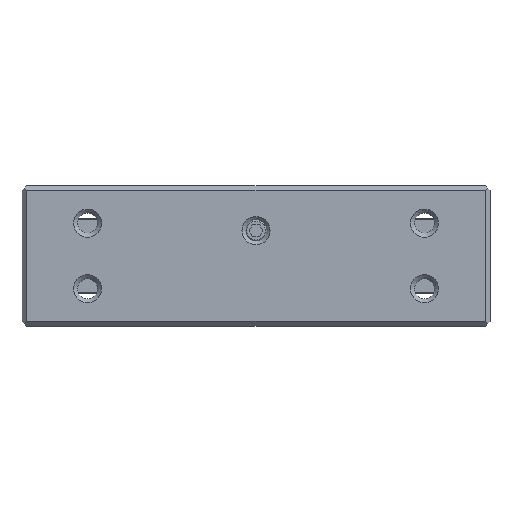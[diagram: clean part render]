
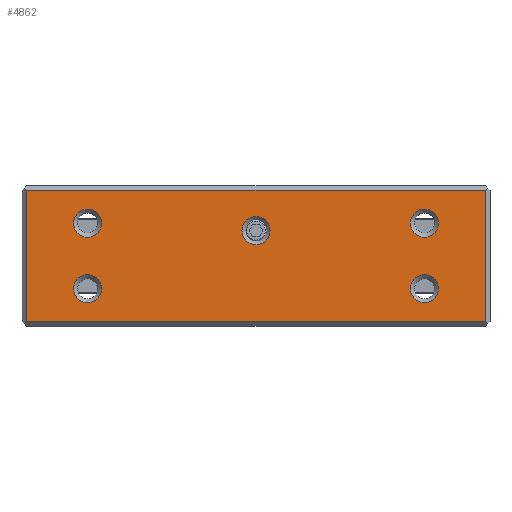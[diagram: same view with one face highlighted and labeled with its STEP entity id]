
A CAD part, top view. The second image highlights one B-rep face of the part: STEP entity #4862.
In plain terms, the highlighted planar face has unit normal (0, 0, 1).
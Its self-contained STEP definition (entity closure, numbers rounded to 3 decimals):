
#4679=FACE_BOUND('',#6779,.T.);
#4680=FACE_BOUND('',#6780,.T.);
#4681=FACE_BOUND('',#6781,.T.);
#4682=FACE_BOUND('',#6782,.T.);
#4683=FACE_BOUND('',#6783,.T.);
#4684=FACE_BOUND('',#6784,.T.);
#4769=CIRCLE('',#17069,1.5);
#4770=CIRCLE('',#17070,1.5);
#4771=CIRCLE('',#17071,1.5);
#4772=CIRCLE('',#17072,1.5);
#4773=CIRCLE('',#17073,1.5);
#4862=ADVANCED_FACE('',(#4679,#4680,#4681,#4682,#4683,#4684),#5549,.T.);
#5549=PLANE('',#17074);
#6779=EDGE_LOOP('',(#8225));
#6780=EDGE_LOOP('',(#8226));
#6781=EDGE_LOOP('',(#8227));
#6782=EDGE_LOOP('',(#8228));
#6783=EDGE_LOOP('',(#8229));
#6784=EDGE_LOOP('',(#8230,#8231,#8232,#8233));
#8225=ORIENTED_EDGE('',*,*,#12963,.T.);
#8226=ORIENTED_EDGE('',*,*,#12964,.T.);
#8227=ORIENTED_EDGE('',*,*,#12965,.T.);
#8228=ORIENTED_EDGE('',*,*,#12966,.T.);
#8229=ORIENTED_EDGE('',*,*,#12967,.T.);
#8230=ORIENTED_EDGE('',*,*,#12968,.T.);
#8231=ORIENTED_EDGE('',*,*,#12969,.T.);
#8232=ORIENTED_EDGE('',*,*,#12970,.T.);
#8233=ORIENTED_EDGE('',*,*,#12971,.T.);
#11701=VERTEX_POINT('',#21897);
#11702=VERTEX_POINT('',#21899);
#11703=VERTEX_POINT('',#21901);
#11704=VERTEX_POINT('',#21903);
#11705=VERTEX_POINT('',#21905);
#11706=VERTEX_POINT('',#21907);
#11707=VERTEX_POINT('',#21908);
#11708=VERTEX_POINT('',#21910);
#11709=VERTEX_POINT('',#21912);
#12963=EDGE_CURVE('',#11701,#11701,#4769,.T.);
#12964=EDGE_CURVE('',#11702,#11702,#4770,.T.);
#12965=EDGE_CURVE('',#11703,#11703,#4771,.T.);
#12966=EDGE_CURVE('',#11704,#11704,#4772,.T.);
#12967=EDGE_CURVE('',#11705,#11705,#4773,.T.);
#12968=EDGE_CURVE('',#11706,#11707,#14611,.T.);
#12969=EDGE_CURVE('',#11707,#11708,#14612,.T.);
#12970=EDGE_CURVE('',#11708,#11709,#14613,.T.);
#12971=EDGE_CURVE('',#11709,#11706,#14614,.T.);
#14611=LINE('',#21906,#16027);
#14612=LINE('',#21909,#16028);
#14613=LINE('',#21911,#16029);
#14614=LINE('',#21913,#16030);
#16027=VECTOR('',#18212,1.);
#16028=VECTOR('',#18213,1.);
#16029=VECTOR('',#18214,1.);
#16030=VECTOR('',#18215,1.);
#17069=AXIS2_PLACEMENT_3D('',#21896,#18202,#18203);
#17070=AXIS2_PLACEMENT_3D('',#21898,#18204,#18205);
#17071=AXIS2_PLACEMENT_3D('',#21900,#18206,#18207);
#17072=AXIS2_PLACEMENT_3D('',#21902,#18208,#18209);
#17073=AXIS2_PLACEMENT_3D('',#21904,#18210,#18211);
#17074=AXIS2_PLACEMENT_3D('',#21914,#18216,#18217);
#18202=DIRECTION('',(0.,0.,-1.));
#18203=DIRECTION('',(1.,0.,0.));
#18204=DIRECTION('',(0.,0.,-1.));
#18205=DIRECTION('',(1.,0.,0.));
#18206=DIRECTION('',(0.,0.,-1.));
#18207=DIRECTION('',(1.,0.,0.));
#18208=DIRECTION('',(0.,0.,-1.));
#18209=DIRECTION('',(1.,0.,0.));
#18210=DIRECTION('',(0.,0.,-1.));
#18211=DIRECTION('',(1.,0.,0.));
#18212=DIRECTION('',(1.,0.,0.));
#18213=DIRECTION('',(0.,1.,0.));
#18214=DIRECTION('',(-1.,0.,0.));
#18215=DIRECTION('',(0.,-1.,0.));
#18216=DIRECTION('',(0.,0.,1.));
#18217=DIRECTION('',(1.,0.,0.));
#21896=CARTESIAN_POINT('',(-19.,-15.3,8.));
#21897=CARTESIAN_POINT('',(-17.5,-15.3,8.));
#21898=CARTESIAN_POINT('',(-1.,-21.5,8.));
#21899=CARTESIAN_POINT('',(0.5,-21.5,8.));
#21900=CARTESIAN_POINT('',(-1.,-14.5,8.));
#21901=CARTESIAN_POINT('',(0.5,-14.5,8.));
#21902=CARTESIAN_POINT('',(-37.,-21.5,8.));
#21903=CARTESIAN_POINT('',(-35.5,-21.5,8.));
#21904=CARTESIAN_POINT('',(-37.,-14.5,8.));
#21905=CARTESIAN_POINT('',(-35.5,-14.5,8.));
#21906=CARTESIAN_POINT('',(-19.,-25.,8.));
#21907=CARTESIAN_POINT('',(-43.5,-25.,8.));
#21908=CARTESIAN_POINT('',(5.5,-25.,8.));
#21909=CARTESIAN_POINT('',(5.5,-18.,8.));
#21910=CARTESIAN_POINT('',(5.5,-11.,8.));
#21911=CARTESIAN_POINT('',(-19.,-11.,8.));
#21912=CARTESIAN_POINT('',(-43.5,-11.,8.));
#21913=CARTESIAN_POINT('',(-43.5,-18.,8.));
#21914=CARTESIAN_POINT('',(-19.,-18.,8.));
